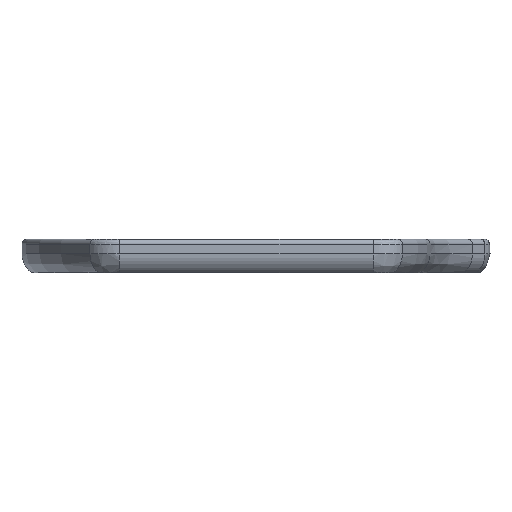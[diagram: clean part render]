
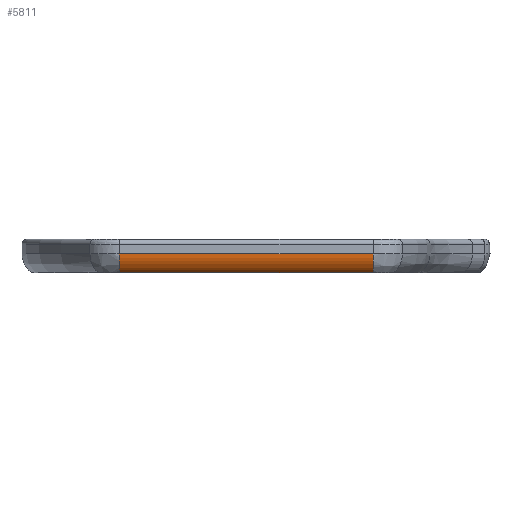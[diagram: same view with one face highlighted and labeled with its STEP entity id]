
A CAD part, left-side view. The second image highlights one B-rep face of the part: STEP entity #5811.
In plain terms, the highlighted free-form (B-spline) face has degree [2, 1] with [3, 2] control points.
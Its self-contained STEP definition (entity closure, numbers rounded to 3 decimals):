
#38=ELLIPSE('',#6222,4.69,4.689);
#39=ELLIPSE('',#6223,4.69,4.689);
#59=(
BOUNDED_SURFACE()
B_SPLINE_SURFACE(2,1,((#9213,#9214),(#9215,#9216),(#9217,#9218)),
 .UNSPECIFIED.,.F.,.F.,.F.)
B_SPLINE_SURFACE_WITH_KNOTS((3,3),(2,2),(0.583,1.543),
(0.,6.191),.UNSPECIFIED.)
GEOMETRIC_REPRESENTATION_ITEM()
RATIONAL_B_SPLINE_SURFACE(((1.,1.),(0.887,0.887),
(1.,1.)))
REPRESENTATION_ITEM('')
SURFACE()
);
#451=FACE_OUTER_BOUND('',#773,.T.);
#773=EDGE_LOOP('',(#4325,#4326,#4327,#4328));
#1071=LINE('',#8316,#1715);
#1091=LINE('',#8734,#1735);
#1715=VECTOR('',#6643,10.);
#1735=VECTOR('',#6763,10.);
#2554=VERTEX_POINT('',#8304);
#2555=VERTEX_POINT('',#8315);
#2599=VERTEX_POINT('',#8728);
#2600=VERTEX_POINT('',#8732);
#3130=EDGE_CURVE('',#2554,#2555,#1071,.T.);
#3198=EDGE_CURVE('',#2600,#2599,#1091,.T.);
#3278=EDGE_CURVE('',#2600,#2555,#38,.T.);
#3279=EDGE_CURVE('',#2599,#2554,#39,.T.);
#4325=ORIENTED_EDGE('',*,*,#3279,.F.);
#4326=ORIENTED_EDGE('',*,*,#3198,.F.);
#4327=ORIENTED_EDGE('',*,*,#3278,.T.);
#4328=ORIENTED_EDGE('',*,*,#3130,.F.);
#5811=ADVANCED_FACE('',(#451),#59,.T.);
#6222=AXIS2_PLACEMENT_3D('',#9212,#6944,#6945);
#6223=AXIS2_PLACEMENT_3D('',#9219,#6946,#6947);
#6643=DIRECTION('',(0.,1.,0.));
#6763=DIRECTION('',(0.,-1.,0.));
#6944=DIRECTION('center_axis',(0.,-1.,0.));
#6945=DIRECTION('ref_axis',(-0.028,0.,-1.));
#6946=DIRECTION('center_axis',(0.,-1.,0.));
#6947=DIRECTION('ref_axis',(-0.028,0.,-1.));
#8304=CARTESIAN_POINT('',(128.766,-84.21,-3.));
#8315=CARTESIAN_POINT('',(128.766,-32.618,-3.));
#8316=CARTESIAN_POINT('',(128.766,-84.21,-3.));
#8728=CARTESIAN_POINT('',(126.767,-84.21,0.842));
#8732=CARTESIAN_POINT('',(126.767,-32.618,0.842));
#8734=CARTESIAN_POINT('',(126.767,-84.21,0.842));
#9212=CARTESIAN_POINT('Origin',(131.456,-32.618,0.842));
#9213=CARTESIAN_POINT('Ctrl Pts',(128.766,-84.21,-3.));
#9214=CARTESIAN_POINT('Ctrl Pts',(128.766,-22.299,-3.));
#9215=CARTESIAN_POINT('Ctrl Pts',(126.767,-84.21,-1.6));
#9216=CARTESIAN_POINT('Ctrl Pts',(126.767,-22.299,-1.6));
#9217=CARTESIAN_POINT('Ctrl Pts',(126.767,-84.21,0.842));
#9218=CARTESIAN_POINT('Ctrl Pts',(126.767,-22.299,0.842));
#9219=CARTESIAN_POINT('Origin',(131.456,-84.21,0.842));
